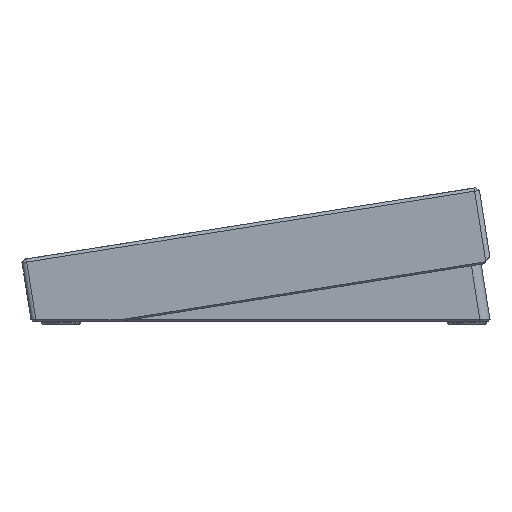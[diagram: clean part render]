
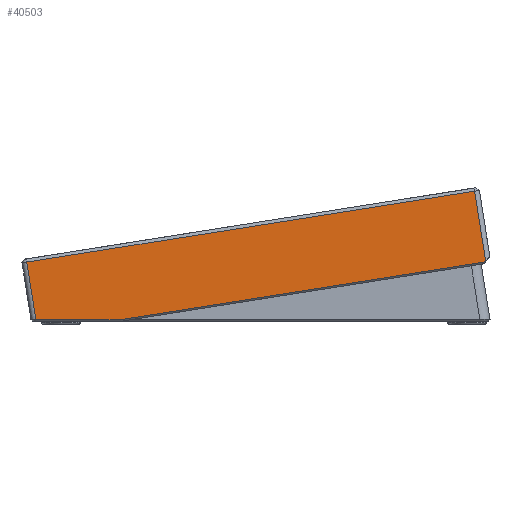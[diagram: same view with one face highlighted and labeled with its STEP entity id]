
A CAD part, left-side view. The second image highlights one B-rep face of the part: STEP entity #40503.
In plain terms, the highlighted planar face has unit normal (-1, 0, 0).
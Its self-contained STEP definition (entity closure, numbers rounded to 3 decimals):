
#1119=B_SPLINE_CURVE_WITH_KNOTS('',3,(#69894,#69895,#69896,#69897),
 .UNSPECIFIED.,.F.,.F.,(4,4),(-1.571,-1.519),
 .UNSPECIFIED.);
#3967=FACE_OUTER_BOUND('',#6423,.T.);
#6423=EDGE_LOOP('',(#37194,#37195,#37196,#37197,#37198,#37199));
#11874=LINE('',#69731,#15759);
#11917=LINE('',#69861,#15802);
#11926=LINE('',#69899,#15811);
#11927=LINE('',#69900,#15812);
#11928=LINE('',#69901,#15813);
#15759=VECTOR('',#54917,10.);
#15802=VECTOR('',#55072,10.);
#15811=VECTOR('',#55091,10.);
#15812=VECTOR('',#55092,10.);
#15813=VECTOR('',#55093,10.);
#19647=VERTEX_POINT('',#69725);
#19648=VERTEX_POINT('',#69729);
#19679=VERTEX_POINT('',#69859);
#19688=VERTEX_POINT('',#69892);
#19689=VERTEX_POINT('',#69893);
#19690=VERTEX_POINT('',#69898);
#25469=EDGE_CURVE('',#19648,#19647,#11874,.T.);
#25533=EDGE_CURVE('',#19647,#19679,#11917,.T.);
#25545=EDGE_CURVE('',#19688,#19689,#1119,.T.);
#25546=EDGE_CURVE('',#19690,#19688,#11926,.T.);
#25547=EDGE_CURVE('',#19679,#19690,#11927,.T.);
#25548=EDGE_CURVE('',#19689,#19648,#11928,.T.);
#37194=ORIENTED_EDGE('',*,*,#25545,.F.);
#37195=ORIENTED_EDGE('',*,*,#25546,.F.);
#37196=ORIENTED_EDGE('',*,*,#25547,.F.);
#37197=ORIENTED_EDGE('',*,*,#25533,.F.);
#37198=ORIENTED_EDGE('',*,*,#25469,.F.);
#37199=ORIENTED_EDGE('',*,*,#25548,.F.);
#38431=PLANE('',#44152);
#40503=ADVANCED_FACE('',(#3967),#38431,.F.);
#44152=AXIS2_PLACEMENT_3D('',#69891,#55089,#55090);
#54917=DIRECTION('',(0.,-0.988,0.156));
#55072=DIRECTION('',(0.,-0.156,-0.988));
#55089=DIRECTION('center_axis',(1.,0.,0.));
#55090=DIRECTION('ref_axis',(0.,0.988,-0.156));
#55091=DIRECTION('',(0.,1.,0.));
#55092=DIRECTION('',(0.,0.988,-0.156));
#55093=DIRECTION('',(0.,0.156,0.988));
#69725=CARTESIAN_POINT('',(102.728,-23.831,135.315));
#69729=CARTESIAN_POINT('',(102.728,114.557,113.396));
#69731=CARTESIAN_POINT('',(102.728,10.482,129.88));
#69859=CARTESIAN_POINT('',(102.728,-27.288,113.487));
#69861=CARTESIAN_POINT('',(102.728,-25.489,124.845));
#69891=CARTESIAN_POINT('Origin',(102.728,-26.057,124.935));
#69892=CARTESIAN_POINT('',(102.728,111.665,95.639));
#69893=CARTESIAN_POINT('',(102.728,111.744,95.639));
#69894=CARTESIAN_POINT('Ctrl Pts',(102.728,111.665,95.639));
#69895=CARTESIAN_POINT('Ctrl Pts',(102.728,111.692,95.639));
#69896=CARTESIAN_POINT('Ctrl Pts',(102.728,111.718,95.639));
#69897=CARTESIAN_POINT('Ctrl Pts',(102.728,111.744,95.639));
#69898=CARTESIAN_POINT('',(102.728,85.403,95.639));
#69899=CARTESIAN_POINT('',(102.728,33.95,95.639));
#69900=CARTESIAN_POINT('',(102.728,20.667,105.892));
#69901=CARTESIAN_POINT('',(102.728,112.899,102.927));
